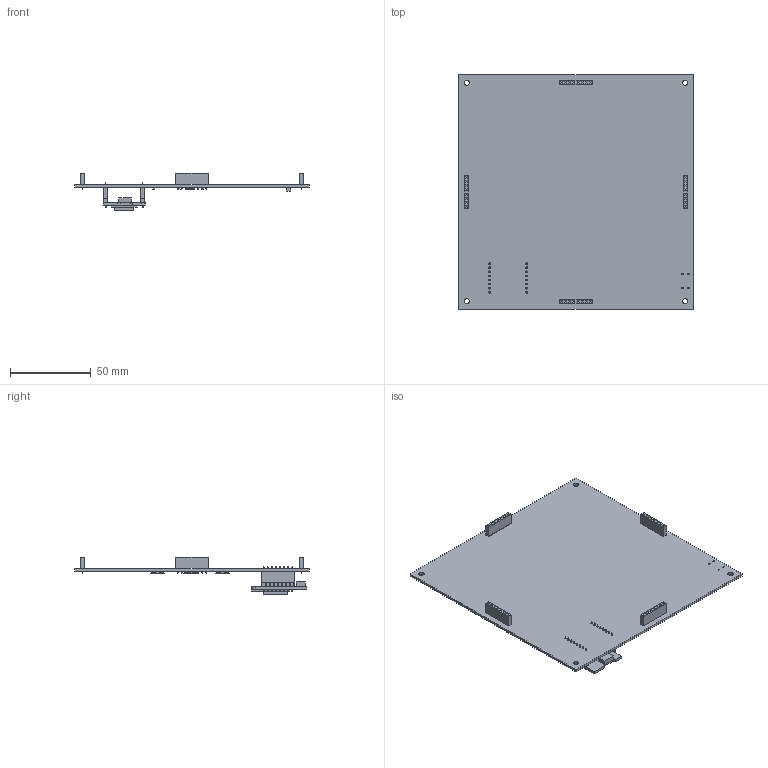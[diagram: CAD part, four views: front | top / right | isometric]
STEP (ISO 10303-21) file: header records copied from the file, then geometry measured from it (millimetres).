
FILE_DESCRIPTION(('KiCad electronic assembly'),'2;1');
FILE_NAME('haptic display 8x8 driver.step','2021-01-10T22:04:09',( 'An Author'),('A Company'),'Open CASCADE STEP processor 6.9', 'KiCad to STEP converter','Unknown');
FILE_SCHEMA(('AUTOMOTIVE_DESIGN { 1 0 10303 214 1 1 1 1 }'));
Length unit declared in the file: millimetre
Products named in the file (14): Open CASCADE STEP translator 6.9 1; WEMOS_D1_mini_light; SOLID; PinHeader_1x08_P2.54mm_Vertical; PinSocket_1x08_P2.54mm_Vertical; DRV8912QPWPRQ1; COMPOUND; C_1210_3225Metric; C_0805_2012Metric
Assembly tree (30 placements, depth 3):
  Open CASCADE STEP translator 6.9 1
    WEMOS_D1_mini_light
      SOLID
    PinHeader_1x08_P2.54mm_Vertical  x2
      SOLID
    PinSocket_1x08_P2.54mm_Vertical  x6
      SOLID
    DRV8912QPWPRQ1  x3
      COMPOUND
    C_1210_3225Metric
      SOLID
    C_0805_2012Metric  x10
      SOLID
    COMPOUND
Bounding box: 145 x 145 x 23.3 mm (x, y, z)
Volume: 38409.2 mm3; surface area: 50391.4 mm2
Topology: 99 solids, 99 shells, 3413 faces, 8667 edges, 5654 vertices
Faces by surface type: plane 2949, cylinder 464
Full cylindrical faces by diameter (mm): 0.55 x3, 1 x64, 3.2 x4
Entity records: 67937 total; most frequent: CARTESIAN_POINT 11813, DIRECTION 9735, LINE 6789, VECTOR 6789, ORIENTED_EDGE 5054, PCURVE 5054, DEFINITIONAL_REPRESENTATION 5054, EDGE_CURVE 2527
